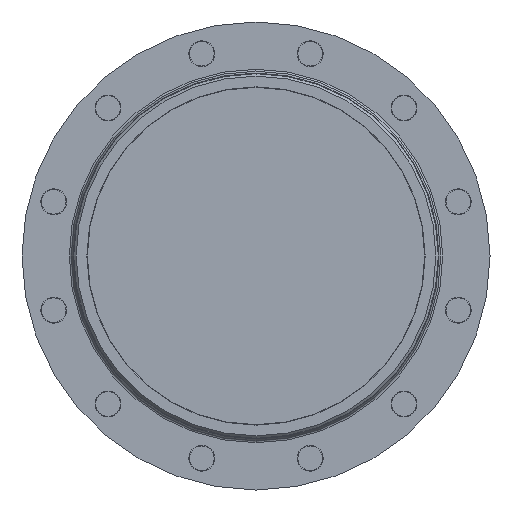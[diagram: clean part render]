
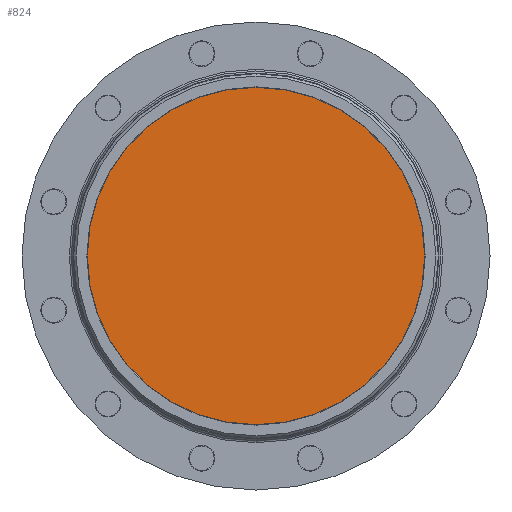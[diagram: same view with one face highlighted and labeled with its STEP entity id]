
A CAD part, front view. The second image highlights one B-rep face of the part: STEP entity #824.
In plain terms, the highlighted planar face has unit normal (0, -1, 0).
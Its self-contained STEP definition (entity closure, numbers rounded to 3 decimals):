
#222 = CIRCLE ( 'NONE', #4602, 68.47 ) ;
#684 = ORIENTED_EDGE ( 'NONE', *, *, #2539, .F. ) ;
#824 = ADVANCED_FACE ( 'NONE', ( #3928 ), #3510, .F. ) ;
#944 = VERTEX_POINT ( 'NONE', #3692 ) ;
#2539 = EDGE_CURVE ( 'NONE', #944, #4837, #5100, .T. ) ;
#2844 = DIRECTION ( 'NONE',  ( 0., 1., 0. ) ) ;
#3264 = DIRECTION ( 'NONE',  ( 0., 1., 0. ) ) ;
#3459 = EDGE_CURVE ( 'NONE', #4837, #944, #222, .T. ) ;
#3510 = PLANE ( 'NONE',  #3669 ) ;
#3669 = AXIS2_PLACEMENT_3D ( 'NONE', #6302, #2844, #5837 ) ;
#3692 = CARTESIAN_POINT ( 'NONE',  ( 68.47, 0., 0. ) ) ;
#3928 = FACE_OUTER_BOUND ( 'NONE', #6004, .T. ) ;
#4602 = AXIS2_PLACEMENT_3D ( 'NONE', #7415, #6252, #5085 ) ;
#4837 = VERTEX_POINT ( 'NONE', #7383 ) ;
#4985 = AXIS2_PLACEMENT_3D ( 'NONE', #5478, #3264, #6793 ) ;
#5085 = DIRECTION ( 'NONE',  ( -1., 0., 0. ) ) ;
#5100 = CIRCLE ( 'NONE', #4985, 68.47 ) ;
#5377 = ORIENTED_EDGE ( 'NONE', *, *, #3459, .F. ) ;
#5478 = CARTESIAN_POINT ( 'NONE',  ( 0., 0., 0. ) ) ;
#5837 = DIRECTION ( 'NONE',  ( 1., 0., 0. ) ) ;
#6004 = EDGE_LOOP ( 'NONE', ( #5377, #684 ) ) ;
#6252 = DIRECTION ( 'NONE',  ( 0., 1., 0. ) ) ;
#6302 = CARTESIAN_POINT ( 'NONE',  ( 0., 0., 0. ) ) ;
#6793 = DIRECTION ( 'NONE',  ( -1., 0., 0. ) ) ;
#7383 = CARTESIAN_POINT ( 'NONE',  ( -68.47, 0., 0. ) ) ;
#7415 = CARTESIAN_POINT ( 'NONE',  ( 0., 0., 0. ) ) ;
